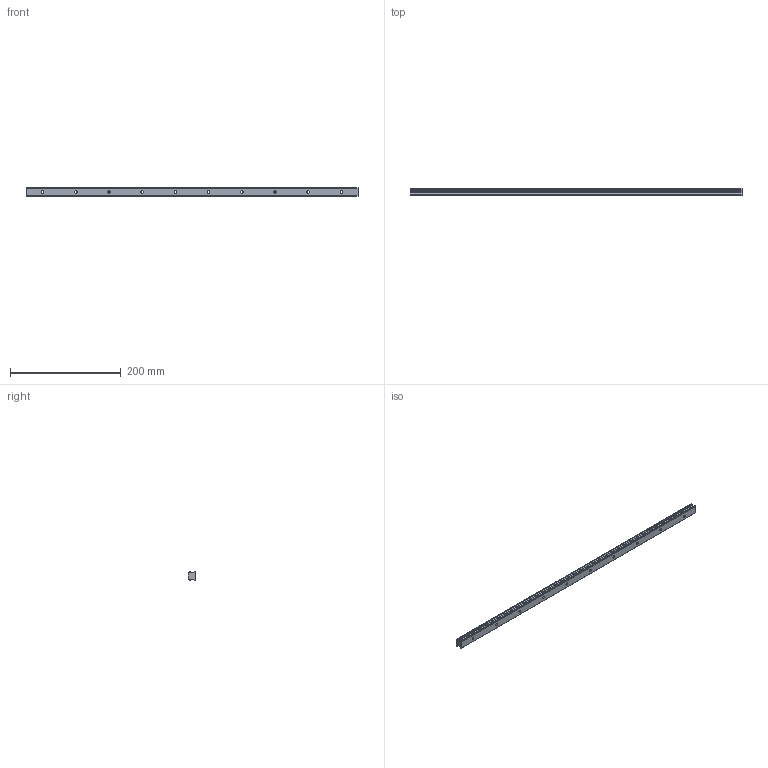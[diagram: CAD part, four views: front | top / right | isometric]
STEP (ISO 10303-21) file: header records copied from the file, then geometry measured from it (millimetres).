
FILE_DESCRIPTION (( 'STEP AP214' ), '1' );
FILE_NAME ('SHS15 600L G30.STEP', '2021-05-25T09:53:40', ( '' ), ( '' ), 'SwSTEP 2.0', 'SolidWorks 2021', '' );
FILE_SCHEMA (( 'AUTOMOTIVE_DESIGN' ));
Length unit declared in the file: millimetre
Products named in the file (2): _SHS15C60030 Track; SHS15 600L G30
Assembly tree (1 placements, depth 2):
  SHS15 600L G30
    _SHS15C60030 Track
Bounding box: 600 x 13 x 15 mm (x, y, z)
Volume: 97032.4 mm3; surface area: 36312 mm2
Topology: 1 solids, 1 shells, 95 faces, 249 edges, 166 vertices
Faces by surface type: cylinder 63, plane 32
Entity records: 3095 total; most frequent: DIRECTION 573, CARTESIAN_POINT 514, ORIENTED_EDGE 498, EDGE_CURVE 249, AXIS2_PLACEMENT_3D 225, VERTEX_POINT 166, CIRCLE 126, EDGE_LOOP 125
